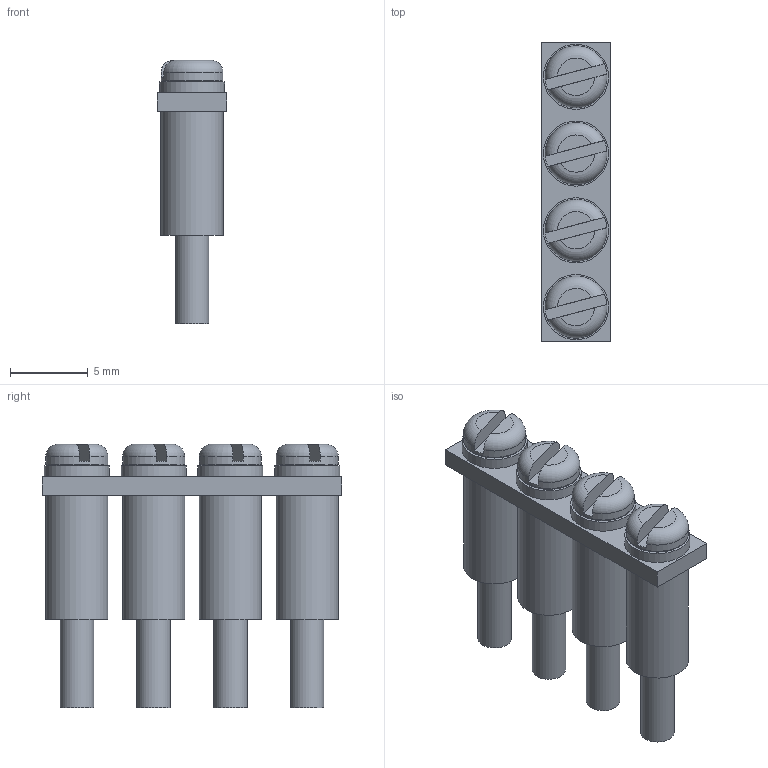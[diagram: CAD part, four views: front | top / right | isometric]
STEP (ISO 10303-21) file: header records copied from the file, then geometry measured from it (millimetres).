
FILE_DESCRIPTION (( 'STEP AP214' ), '1' );
FILE_NAME ('YCT10-00-K03-002-A-4P Ïåðåìû÷êà â ñáîðå äëÿ CTS 2,5ìì2 4PIN IEK.STEP', '2023-10-16T09:49:18', ( '' ), ( '' ), 'SwSTEP 2.0', 'SolidWorks 2022', '' );
FILE_SCHEMA (( 'AUTOMOTIVE_DESIGN' ));
Length unit declared in the file: millimetre
Products named in the file (1): YCT10-00-K03-002-A-4P Перемычка в сборе для CTS 2,5мм2 4PIN IEK
Bounding box: 4.5 x 19.3 x 17 mm (x, y, z)
Volume: 684.5 mm3; surface area: 1629 mm2
Topology: 13 solids, 13 shells, 98 faces, 192 edges, 124 vertices
Faces by surface type: plane 50, cylinder 28, torus 16, cone 4
Full cylindrical faces by diameter (mm): 2 x4, 2.16 x4, 2.5 x4, 2.8 x4, 4 x8, 4.2 x4
Entity records: 3672 total; most frequent: CARTESIAN_POINT 511, DIRECTION 418, ORIENTED_EDGE 296, AXIS2_PLACEMENT_3D 187, EDGE_LOOP 166, EDGE_CURVE 148, FACE_OUTER_BOUND 134, VERTEX_POINT 120
